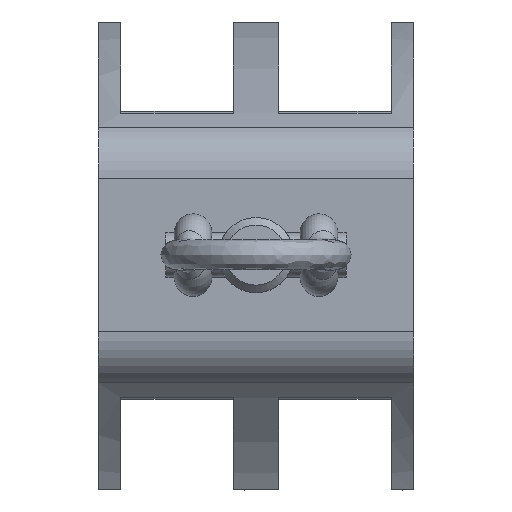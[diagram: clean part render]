
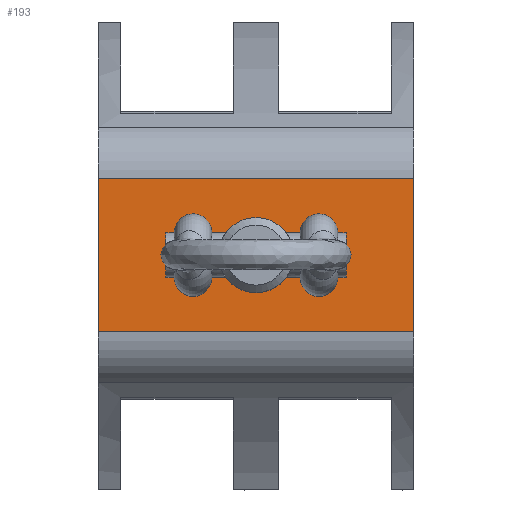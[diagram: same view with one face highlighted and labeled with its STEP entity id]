
A CAD part, top view. The second image highlights one B-rep face of the part: STEP entity #193.
In plain terms, the highlighted planar face has unit normal (0, 0, 1).
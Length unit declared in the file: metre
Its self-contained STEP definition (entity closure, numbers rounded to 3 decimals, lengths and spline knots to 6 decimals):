
#193 = ADVANCED_FACE( '', ( #502, #503 ), #504, .F. );
#502 = FACE_BOUND( '', #2073, .T. );
#503 = FACE_OUTER_BOUND( '', #2074, .T. );
#504 = PLANE( '', #2075 );
#2073 = EDGE_LOOP( '', ( #4888 ) );
#2074 = EDGE_LOOP( '', ( #4889, #4890, #4891, #4892 ) );
#2075 = AXIS2_PLACEMENT_3D( '', #4893, #4894, #4895 );
#4888 = ORIENTED_EDGE( '', *, *, #6083, .F. );
#4889 = ORIENTED_EDGE( '', *, *, #6084, .T. );
#4890 = ORIENTED_EDGE( '', *, *, #6085, .T. );
#4891 = ORIENTED_EDGE( '', *, *, #6022, .F. );
#4892 = ORIENTED_EDGE( '', *, *, #6086, .F. );
#4893 = CARTESIAN_POINT( '', ( 0.04699, 0.012969, 0.35814 ) );
#4894 = DIRECTION( '', ( 0., 0., -1. ) );
#4895 = DIRECTION( '', ( -1., 0., 0. ) );
#6022 = EDGE_CURVE( '', #6538, #6539, #6540, .T. );
#6083 = EDGE_CURVE( '', #6647, #6647, #6648, .F. );
#6084 = EDGE_CURVE( '', #6649, #6650, #6651, .T. );
#6085 = EDGE_CURVE( '', #6650, #6539, #6652, .T. );
#6086 = EDGE_CURVE( '', #6649, #6538, #6653, .T. );
#6538 = VERTEX_POINT( '', #7309 );
#6539 = VERTEX_POINT( '', #7310 );
#6540 = LINE( '', #7311, #7312 );
#6647 = VERTEX_POINT( '', #8111 );
#6648 = CIRCLE( '', #8112, 0.0127 );
#6649 = VERTEX_POINT( '', #8113 );
#6650 = VERTEX_POINT( '', #8114 );
#6651 = LINE( '', #8115, #8116 );
#6652 = LINE( '', #8117, #8118 );
#6653 = LINE( '', #8119, #8120 );
#7309 = CARTESIAN_POINT( '', ( 0.04699, -0.025937, 0.35814 ) );
#7310 = CARTESIAN_POINT( '', ( -0.05969, -0.025937, 0.35814 ) );
#7311 = CARTESIAN_POINT( '', ( 0.04699, -0.025937, 0.35814 ) );
#7312 = VECTOR( '', #10197, 1. );
#8111 = CARTESIAN_POINT( '', ( -0.01905, 0., 0.35814 ) );
#8112 = AXIS2_PLACEMENT_3D( '', #10257, #10258, #10259 );
#8113 = CARTESIAN_POINT( '', ( 0.04699, 0.025937, 0.35814 ) );
#8114 = CARTESIAN_POINT( '', ( -0.05969, 0.025937, 0.35814 ) );
#8115 = CARTESIAN_POINT( '', ( 0.04699, 0.025937, 0.35814 ) );
#8116 = VECTOR( '', #10260, 1. );
#8117 = CARTESIAN_POINT( '', ( -0.05969, 0.012969, 0.35814 ) );
#8118 = VECTOR( '', #10261, 1. );
#8119 = CARTESIAN_POINT( '', ( 0.04699, 0.012969, 0.35814 ) );
#8120 = VECTOR( '', #10262, 1. );
#10197 = DIRECTION( '', ( -1., 0., 0. ) );
#10257 = CARTESIAN_POINT( '', ( -0.00635, 0., 0.35814 ) );
#10258 = DIRECTION( '', ( 0., 0., -1. ) );
#10259 = DIRECTION( '', ( -1., 0., 0. ) );
#10260 = DIRECTION( '', ( -1., 0., 0. ) );
#10261 = DIRECTION( '', ( 0., -1., 0. ) );
#10262 = DIRECTION( '', ( 0., -1., 0. ) );
